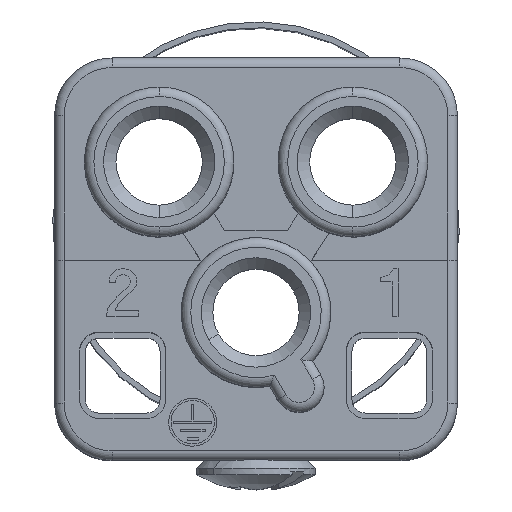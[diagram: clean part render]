
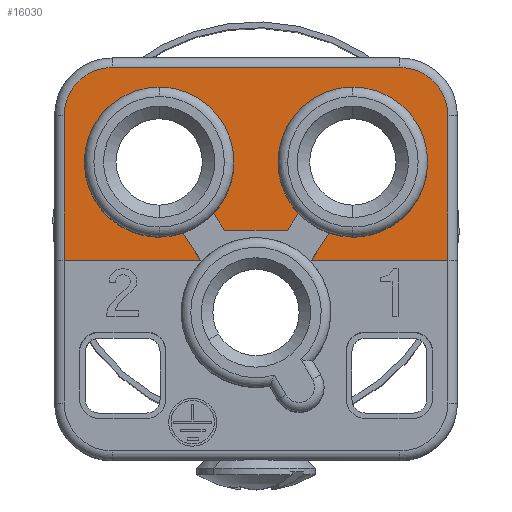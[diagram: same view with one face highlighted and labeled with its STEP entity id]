
A CAD part, top view. The second image highlights one B-rep face of the part: STEP entity #16030.
In plain terms, the highlighted planar face has unit normal (0, 0, 1).
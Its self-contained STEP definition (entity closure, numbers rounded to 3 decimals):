
#3750=CARTESIAN_POINT('',(46.648,47.289,14.2));
#3760=VERTEX_POINT('',#3750);
#3790=CARTESIAN_POINT('',(47.995,49.383,
14.2));
#3800=DIRECTION('',(-0.541,-0.841,
0.));
#3810=VECTOR('',#3800,1.);
#3820=LINE('',#3790,#3810);
#3830=CARTESIAN_POINT('',(46.08,46.406,
14.2));
#3840=VERTEX_POINT('',#3830);
#3850=EDGE_CURVE('',#3760,#3840,#3820,.T.);
#5070=CARTESIAN_POINT('',(38.284,41.289,14.2));
#5080=VERTEX_POINT('',#5070);
#5240=CARTESIAN_POINT('',(38.284,48.839,14.2));
#5250=VERTEX_POINT('',#5240);
#5280=CARTESIAN_POINT('',(38.284,0.,14.2));
#5290=DIRECTION('',(0.,-1.,0.));
#5300=VECTOR('',#5290,1.);
#5310=LINE('',#5280,#5300);
#5320=EDGE_CURVE('',#5250,#5080,#5310,.T.);
#12930=CARTESIAN_POINT('',(55.784,38.789,14.2));
#12940=VERTEX_POINT('',#12930);
#12970=CARTESIAN_POINT('',(55.784,41.289,14.2));
#12980=DIRECTION('',(0.,0.,1.));
#12990=DIRECTION('',(1.,0.,0.));
#13000=AXIS2_PLACEMENT_3D('',#12970,#12980,#12990);
#13010=CIRCLE('',#13000,2.5);
#13020=CARTESIAN_POINT('',(58.284,41.289,14.2));
#13030=VERTEX_POINT('',#13020);
#13040=EDGE_CURVE('',#12940,#13030,#13010,.T.);
#14920=CARTESIAN_POINT('',(56.955,51.402,
14.2));
#14930=DIRECTION('',(0.,0.,1.));
#14940=DIRECTION('',(-1.,0.,0.));
#14950=AXIS2_PLACEMENT_3D('',#14920,#14930,#14940);
#14960=PLANE('',#14950);
#14970=CARTESIAN_POINT('',(48.573,49.383,
14.2));
#14980=DIRECTION('',(0.541,-0.841,0.));
#14990=VECTOR('',#14980,1.);
#15000=LINE('',#14970,#14990);
#15010=CARTESIAN_POINT('',(49.921,47.289,14.2))
;
#15020=VERTEX_POINT('',#15010);
#15030=CARTESIAN_POINT('',(50.489,46.406,
14.2));
#15040=VERTEX_POINT('',#15030);
#15050=EDGE_CURVE('',#15020,#15040,#15000,.T.);
#15060=ORIENTED_EDGE('',*,*,#15050,.F.);
#15070=CARTESIAN_POINT('',(53.334,43.739,
14.2));
#15080=DIRECTION('',(0.,0.,-1.));
#15090=DIRECTION('',(1.,0.,0.));
#15100=AXIS2_PLACEMENT_3D('',#15070,#15080,#15090);
#15110=CIRCLE('',#15100,3.9);
#15120=CARTESIAN_POINT('',(49.434,43.739,
14.2));
#15130=VERTEX_POINT('',#15120);
#15140=EDGE_CURVE('',#15130,#15040,#15110,.T.);
#15150=ORIENTED_EDGE('',*,*,#15140,.T.);
#15160=CARTESIAN_POINT('',(57.234,43.739,
14.2));
#15170=VERTEX_POINT('',#15160);
#15180=EDGE_CURVE('',#15170,#15130,#15110,.T.);
#15190=ORIENTED_EDGE('',*,*,#15180,.T.);
#15200=CARTESIAN_POINT('',(52.087,47.434,
14.2));
#15210=VERTEX_POINT('',#15200);
#15220=EDGE_CURVE('',#15210,#15170,#15110,.T.);
#15230=ORIENTED_EDGE('',*,*,#15220,.T.);
#15240=CARTESIAN_POINT('',(82.602,0.,14.2));
#15250=DIRECTION('',(0.541,-0.841,0.));
#15260=VECTOR('',#15250,1.);
#15270=LINE('',#15240,#15260);
#15280=CARTESIAN_POINT('',(51.183,48.839,14.2))
;
#15290=VERTEX_POINT('',#15280);
#15300=EDGE_CURVE('',#15290,#15210,#15270,.T.);
#15310=ORIENTED_EDGE('',*,*,#15300,.T.);
#15320=CARTESIAN_POINT('',(0.,48.839,14.2));
#15330=DIRECTION('',(1.,0.,0.));
#15340=VECTOR('',#15330,1.);
#15350=LINE('',#15320,#15340);
#15360=CARTESIAN_POINT('',(58.284,48.839,14.2));
#15370=VERTEX_POINT('',#15360);
#15380=EDGE_CURVE('',#15290,#15370,#15350,.T.);
#15390=ORIENTED_EDGE('',*,*,#15380,.F.);
#15400=CARTESIAN_POINT('',(58.284,0.,14.2));
#15410=DIRECTION('',(0.,-1.,0.));
#15420=VECTOR('',#15410,1.);
#15430=LINE('',#15400,#15420);
#15440=EDGE_CURVE('',#15370,#13030,#15430,.T.);
#15450=ORIENTED_EDGE('',*,*,#15440,.F.);
#15460=ORIENTED_EDGE('',*,*,#13040,.T.);
#15470=CARTESIAN_POINT('',(0.,38.789,14.2));
#15480=DIRECTION('',(1.,0.,0.));
#15490=VECTOR('',#15480,1.);
#15500=LINE('',#15470,#15490);
#15510=CARTESIAN_POINT('',(40.784,38.789,14.2))
;
#15520=VERTEX_POINT('',#15510);
#15530=EDGE_CURVE('',#15520,#12940,#15500,.T.);
#15540=ORIENTED_EDGE('',*,*,#15530,.T.);
#15550=CARTESIAN_POINT('',(40.784,41.289,14.2))
;
#15560=DIRECTION('',(0.,0.,-1.));
#15570=DIRECTION('',(-1.,0.,0.));
#15580=AXIS2_PLACEMENT_3D('',#15550,#15560,#15570);
#15590=CIRCLE('',#15580,2.5);
#15600=EDGE_CURVE('',#15520,#5080,#15590,.T.);
#15610=ORIENTED_EDGE('',*,*,#15600,.F.);
#15620=ORIENTED_EDGE('',*,*,#5320,.T.);
#15630=CARTESIAN_POINT('',(0.,48.839,14.2));
#15640=DIRECTION('',(-1.,0.,0.));
#15650=VECTOR('',#15640,1.);
#15660=LINE('',#15630,#15650);
#15670=CARTESIAN_POINT('',(45.386,48.839,14.2))
;
#15680=VERTEX_POINT('',#15670);
#15690=EDGE_CURVE('',#15680,#5250,#15660,.T.);
#15700=ORIENTED_EDGE('',*,*,#15690,.T.);
#15710=CARTESIAN_POINT('',(13.967,0.,14.2));
#15720=DIRECTION('',(-0.541,-0.841,0.));
#15730=VECTOR('',#15720,1.);
#15740=LINE('',#15710,#15730);
#15750=CARTESIAN_POINT('',(44.482,47.434,
14.2));
#15760=VERTEX_POINT('',#15750);
#15770=EDGE_CURVE('',#15680,#15760,#15740,.T.);
#15780=ORIENTED_EDGE('',*,*,#15770,.F.);
#15790=CARTESIAN_POINT('',(43.234,43.739,
14.2));
#15800=DIRECTION('',(0.,0.,1.));
#15810=DIRECTION('',(-1.,0.,0.));
#15820=AXIS2_PLACEMENT_3D('',#15790,#15800,#15810);
#15830=CIRCLE('',#15820,3.9);
#15840=CARTESIAN_POINT('',(39.334,43.739,
14.2));
#15850=VERTEX_POINT('',#15840);
#15860=EDGE_CURVE('',#15760,#15850,#15830,.T.);
#15870=ORIENTED_EDGE('',*,*,#15860,.F.);
#15880=CARTESIAN_POINT('',(47.134,43.739,
14.2));
#15890=VERTEX_POINT('',#15880);
#15900=EDGE_CURVE('',#15850,#15890,#15830,.T.);
#15910=ORIENTED_EDGE('',*,*,#15900,.F.);
#15920=EDGE_CURVE('',#15890,#3840,#15830,.T.);
#15930=ORIENTED_EDGE('',*,*,#15920,.F.);
#15940=ORIENTED_EDGE('',*,*,#3850,.T.);
#15950=CARTESIAN_POINT('',(0.,47.289,14.2));
#15960=DIRECTION('',(1.,0.,0.));
#15970=VECTOR('',#15960,1.);
#15980=LINE('',#15950,#15970);
#15990=EDGE_CURVE('',#3760,#15020,#15980,.T.);
#16000=ORIENTED_EDGE('',*,*,#15990,.F.);
#16010=EDGE_LOOP('',(#16000,#15940,#15930,#15910,#15870,#15780,#15700,
#15620,#15610,#15540,#15460,#15450,#15390,#15310,#15230,#15190,#15150,
#15060));
#16020=FACE_OUTER_BOUND('',#16010,.T.);
#16030=ADVANCED_FACE('',(#16020),#14960,.T.);
